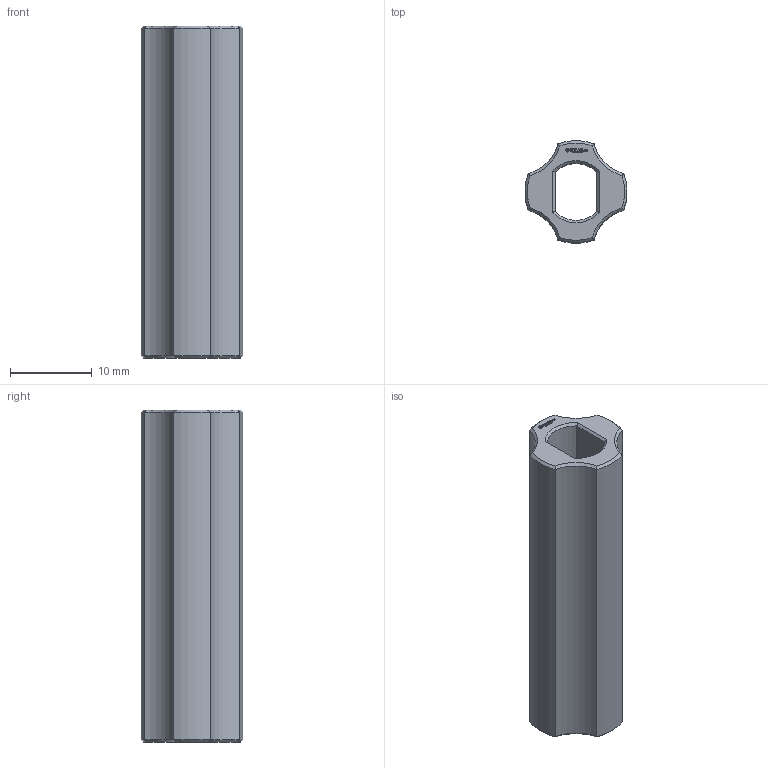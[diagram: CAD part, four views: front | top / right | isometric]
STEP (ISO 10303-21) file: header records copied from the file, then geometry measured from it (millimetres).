
FILE_DESCRIPTION(('FreeCAD Model'),'2;1');
FILE_NAME('Open CASCADE Shape Model','2024-01-01T13:14:58',(''),(''), 'Open CASCADE STEP processor 7.6','FreeCAD','Unknown');
FILE_SCHEMA(('AUTOMOTIVE_DESIGN { 1 0 10303 214 1 1 1 1 }'));
Length unit declared in the file: millimetre
Products named in the file (1): Spacer FXD BU01.00x03.25 - SPN-SPR-0016 (stemfie.org)
Bounding box: 12.47 x 12.47 x 40.62 mm (x, y, z)
Volume: 2970 mm3; surface area: 2591.4 mm2
Topology: 1 solids, 1 shells, 536 faces, 1479 edges, 978 vertices
Faces by surface type: plane 312, extrusion 194, cone 20, cylinder 10
Entity records: 36496 total; most frequent: CARTESIAN_POINT 8092, DIRECTION 4565, VECTOR 3723, LINE 3529, ORIENTED_EDGE 2958, PCURVE 2958, DEFINITIONAL_REPRESENTATION 2958, EDGE_CURVE 1479
